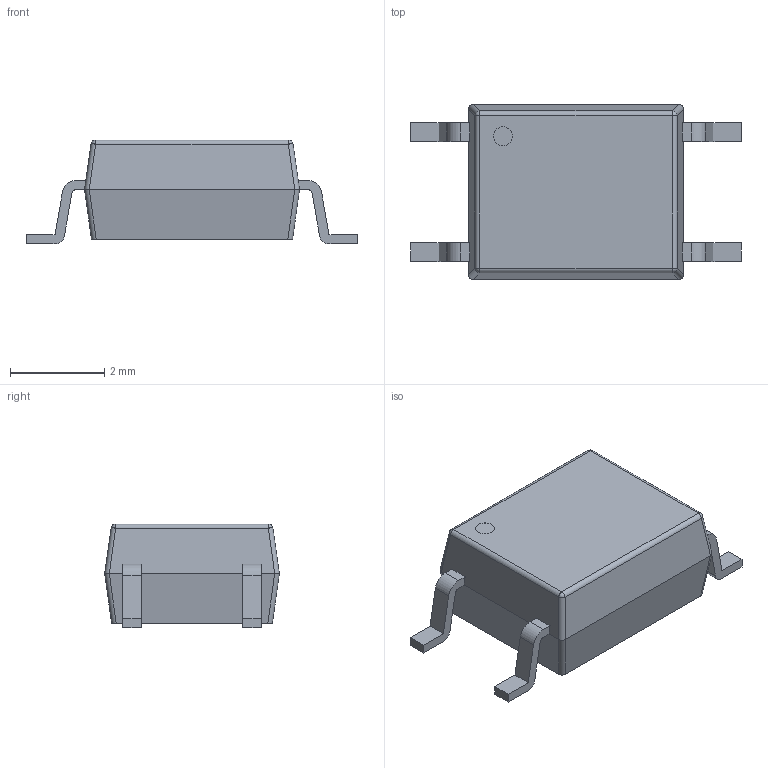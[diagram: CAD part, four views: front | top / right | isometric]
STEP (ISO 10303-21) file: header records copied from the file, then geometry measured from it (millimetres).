
FILE_DESCRIPTION (( 'STEP AP214' ), '1' );
FILE_NAME ('OMRON_G3VM-61xx.step', '2026-01-22T10:23:39', ( '' ), ( '' ), 'SwSTEP 2.0', 'SolidWorks 2025', '' );
FILE_SCHEMA (( 'AUTOMOTIVE_DESIGN' ));
Length unit declared in the file: millimetre
Products named in the file (1): OMRON_G3VM-61xx
Bounding box: 7 x 3.7 x 2.2 mm (x, y, z)
Volume: 33.5 mm3; surface area: 72 mm2
Topology: 1 solids, 1 shells, 77 faces, 198 edges, 120 vertices
Faces by surface type: plane 47, cylinder 26, sphere 4
Entity records: 3174 total; most frequent: CARTESIAN_POINT 448, ORIENTED_EDGE 388, DIRECTION 382, EDGE_CURVE 194, VECTOR 146, LINE 146, VERTEX_POINT 120, AXIS2_PLACEMENT_3D 118
